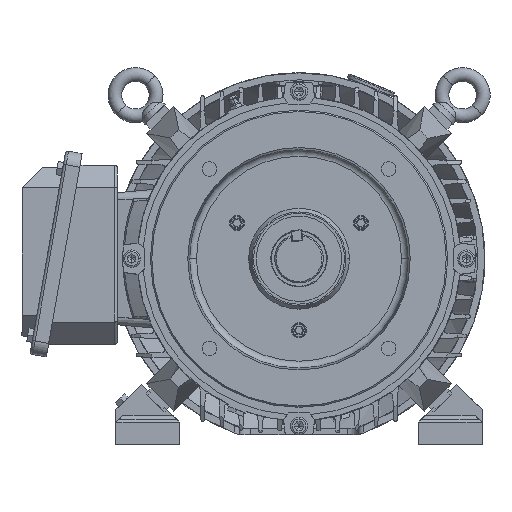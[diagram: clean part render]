
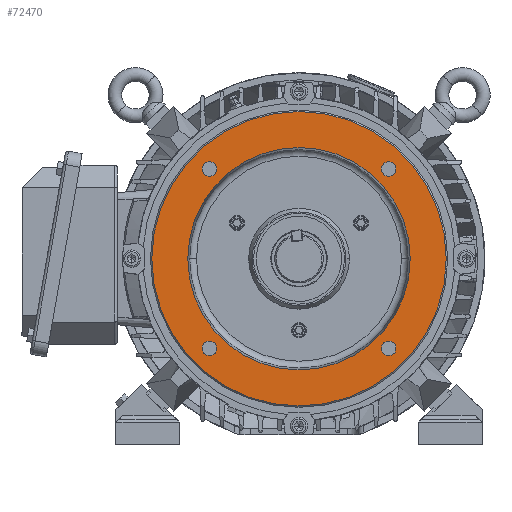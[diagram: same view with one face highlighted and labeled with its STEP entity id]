
A CAD part, left-side view. The second image highlights one B-rep face of the part: STEP entity #72470.
In plain terms, the highlighted face is planar.
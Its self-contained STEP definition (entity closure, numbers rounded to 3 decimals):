
#1456 = CARTESIAN_POINT ( 'NONE',  ( 70.432, 65.107, -2.4 ) ) ;
#1655 = VERTEX_POINT ( 'NONE', #58794 ) ;
#2834 = DIRECTION ( 'NONE',  ( 1., 0., 0. ) ) ;
#3645 = FACE_BOUND ( 'NONE', #47181, .T. ) ;
#5105 = CIRCLE ( 'NONE', #43648, 5.325 ) ;
#5709 = EDGE_CURVE ( 'NONE', #31472, #54961, #9144, .T. ) ;
#6201 = EDGE_CURVE ( 'NONE', #1655, #96331, #51021, .T. ) ;
#6392 = VERTEX_POINT ( 'NONE', #93216 ) ;
#7499 = DIRECTION ( 'NONE',  ( 0., 0., 1. ) ) ;
#8023 = CIRCLE ( 'NONE', #15451, 80.79 ) ;
#8566 = AXIS2_PLACEMENT_3D ( 'NONE', #78351, #33589, #58380 ) ;
#8890 = AXIS2_PLACEMENT_3D ( 'NONE', #30520, #60569, #52388 ) ;
#9144 = CIRCLE ( 'NONE', #24172, 5.325 ) ;
#9410 = CARTESIAN_POINT ( 'NONE',  ( -80.79, 0., -2.4 ) ) ;
#9423 = FACE_OUTER_BOUND ( 'NONE', #46052, .T. ) ;
#9991 = DIRECTION ( 'NONE',  ( 0., 0., 1. ) ) ;
#10564 = ORIENTED_EDGE ( 'NONE', *, *, #64935, .F. ) ;
#11572 = AXIS2_PLACEMENT_3D ( 'NONE', #16753, #46721, #76787 ) ;
#12687 = ORIENTED_EDGE ( 'NONE', *, *, #86304, .T. ) ;
#13428 = CARTESIAN_POINT ( 'NONE',  ( 65.107, -65.107, -2.4 ) ) ;
#15451 = AXIS2_PLACEMENT_3D ( 'NONE', #42216, #41895, #93497 ) ;
#16753 = CARTESIAN_POINT ( 'NONE',  ( 65.107, 65.107, -2.4 ) ) ;
#17135 = DIRECTION ( 'NONE',  ( 0., 0., 1. ) ) ;
#17984 = VERTEX_POINT ( 'NONE', #84130 ) ;
#18558 = CARTESIAN_POINT ( 'NONE',  ( -65.107, 65.107, -2.4 ) ) ;
#18857 = CARTESIAN_POINT ( 'NONE',  ( -65.107, -65.107, -2.4 ) ) ;
#18939 = CIRCLE ( 'NONE', #26637, 5.325 ) ;
#20566 = DIRECTION ( 'NONE',  ( 0., 0., 1. ) ) ;
#23909 = VERTEX_POINT ( 'NONE', #43652 ) ;
#24172 = AXIS2_PLACEMENT_3D ( 'NONE', #24297, #17135, #24617 ) ;
#24297 = CARTESIAN_POINT ( 'NONE',  ( 65.107, 65.107, -2.4 ) ) ;
#24617 = DIRECTION ( 'NONE',  ( 1., 0., 0. ) ) ;
#26385 = VERTEX_POINT ( 'NONE', #9410 ) ;
#26637 = AXIS2_PLACEMENT_3D ( 'NONE', #76246, #9991, #2834 ) ;
#26677 = CIRCLE ( 'NONE', #72967, 5.325 ) ;
#27670 = VERTEX_POINT ( 'NONE', #86249 ) ;
#28084 = FACE_BOUND ( 'NONE', #69720, .T. ) ;
#28198 = DIRECTION ( 'NONE',  ( 1., 0., 0. ) ) ;
#30081 = CIRCLE ( 'NONE', #43839, 106.95 ) ;
#30520 = CARTESIAN_POINT ( 'NONE',  ( 0., 0., -2.4 ) ) ;
#30549 = CARTESIAN_POINT ( 'NONE',  ( 70.432, -65.107, -2.4 ) ) ;
#31472 = VERTEX_POINT ( 'NONE', #48547 ) ;
#33589 = DIRECTION ( 'NONE',  ( 0., 0., 1. ) ) ;
#36067 = CIRCLE ( 'NONE', #11572, 5.325 ) ;
#38230 = EDGE_CURVE ( 'NONE', #67864, #81129, #26677, .T. ) ;
#39580 = ORIENTED_EDGE ( 'NONE', *, *, #66563, .T. ) ;
#39938 = DIRECTION ( 'NONE',  ( 1., 0., 0. ) ) ;
#39973 = EDGE_CURVE ( 'NONE', #96331, #1655, #18939, .T. ) ;
#41645 = CARTESIAN_POINT ( 'NONE',  ( -59.782, 65.107, -2.4 ) ) ;
#41895 = DIRECTION ( 'NONE',  ( 0., 0., -1. ) ) ;
#42216 = CARTESIAN_POINT ( 'NONE',  ( 0., 0., -2.4 ) ) ;
#43524 = CIRCLE ( 'NONE', #86324, 106.95 ) ;
#43648 = AXIS2_PLACEMENT_3D ( 'NONE', #57096, #20566, #50186 ) ;
#43652 = CARTESIAN_POINT ( 'NONE',  ( 106.95, 0., -2.4 ) ) ;
#43839 = AXIS2_PLACEMENT_3D ( 'NONE', #57934, #95082, #28198 ) ;
#45240 = CIRCLE ( 'NONE', #77751, 5.325 ) ;
#46052 = EDGE_LOOP ( 'NONE', ( #46495, #52432 ) ) ;
#46495 = ORIENTED_EDGE ( 'NONE', *, *, #65991, .T. ) ;
#46721 = DIRECTION ( 'NONE',  ( 0., 0., 1. ) ) ;
#47181 = EDGE_LOOP ( 'NONE', ( #54108, #62177 ) ) ;
#48547 = CARTESIAN_POINT ( 'NONE',  ( 59.782, 65.107, -2.4 ) ) ;
#49388 = EDGE_LOOP ( 'NONE', ( #10564, #65352 ) ) ;
#50186 = DIRECTION ( 'NONE',  ( 1., 0., 0. ) ) ;
#51021 = CIRCLE ( 'NONE', #55488, 5.325 ) ;
#51221 = DIRECTION ( 'NONE',  ( 0., 0., 1. ) ) ;
#52388 = DIRECTION ( 'NONE',  ( 1., 0., 0. ) ) ;
#52432 = ORIENTED_EDGE ( 'NONE', *, *, #95613, .T. ) ;
#54108 = ORIENTED_EDGE ( 'NONE', *, *, #6201, .F. ) ;
#54361 = VERTEX_POINT ( 'NONE', #30549 ) ;
#54961 = VERTEX_POINT ( 'NONE', #1456 ) ;
#55459 = AXIS2_PLACEMENT_3D ( 'NONE', #62915, #83849, #69801 ) ;
#55488 = AXIS2_PLACEMENT_3D ( 'NONE', #18857, #71067, #39938 ) ;
#56860 = ORIENTED_EDGE ( 'NONE', *, *, #60255, .F. ) ;
#57096 = CARTESIAN_POINT ( 'NONE',  ( 65.107, -65.107, -2.4 ) ) ;
#57808 = DIRECTION ( 'NONE',  ( 1., 0., 0. ) ) ;
#57934 = CARTESIAN_POINT ( 'NONE',  ( 0., 0., -2.4 ) ) ;
#58380 = DIRECTION ( 'NONE',  ( 1., 0., 0. ) ) ;
#58794 = CARTESIAN_POINT ( 'NONE',  ( -59.782, -65.107, -2.4 ) ) ;
#59739 = DIRECTION ( 'NONE',  ( 1., 0., 0. ) ) ;
#60255 = EDGE_CURVE ( 'NONE', #54961, #31472, #36067, .T. ) ;
#60569 = DIRECTION ( 'NONE',  ( 0., 0., -1. ) ) ;
#62177 = ORIENTED_EDGE ( 'NONE', *, *, #39973, .F. ) ;
#62280 = PLANE ( 'NONE',  #55459 ) ;
#62905 = DIRECTION ( 'NONE',  ( 1., 0., 0. ) ) ;
#62915 = CARTESIAN_POINT ( 'NONE',  ( 0., 39.409, -2.4 ) ) ;
#63143 = FACE_BOUND ( 'NONE', #87103, .T. ) ;
#63925 = CARTESIAN_POINT ( 'NONE',  ( -70.432, -65.107, -2.4 ) ) ;
#64935 = EDGE_CURVE ( 'NONE', #54361, #27670, #5105, .T. ) ;
#65352 = ORIENTED_EDGE ( 'NONE', *, *, #76547, .F. ) ;
#65991 = EDGE_CURVE ( 'NONE', #17984, #23909, #43524, .T. ) ;
#66563 = EDGE_CURVE ( 'NONE', #6392, #26385, #82659, .T. ) ;
#67864 = VERTEX_POINT ( 'NONE', #83906 ) ;
#68979 = FACE_BOUND ( 'NONE', #49388, .T. ) ;
#69720 = EDGE_LOOP ( 'NONE', ( #39580, #12687 ) ) ;
#69801 = DIRECTION ( 'NONE',  ( 1., 0., 0. ) ) ;
#71067 = DIRECTION ( 'NONE',  ( 0., 0., 1. ) ) ;
#72470 = ADVANCED_FACE ( 'NONE', ( #9423, #86473, #68979, #3645, #63143, #28084 ), #62280, .T. ) ;
#72967 = AXIS2_PLACEMENT_3D ( 'NONE', #18558, #93536, #62905 ) ;
#74281 = ORIENTED_EDGE ( 'NONE', *, *, #5709, .F. ) ;
#76246 = CARTESIAN_POINT ( 'NONE',  ( -65.107, -65.107, -2.4 ) ) ;
#76547 = EDGE_CURVE ( 'NONE', #27670, #54361, #45240, .T. ) ;
#76787 = DIRECTION ( 'NONE',  ( 1., 0., 0. ) ) ;
#77751 = AXIS2_PLACEMENT_3D ( 'NONE', #13428, #51221, #57808 ) ;
#78351 = CARTESIAN_POINT ( 'NONE',  ( -65.107, 65.107, -2.4 ) ) ;
#80490 = CIRCLE ( 'NONE', #8566, 5.325 ) ;
#81129 = VERTEX_POINT ( 'NONE', #41645 ) ;
#81610 = CARTESIAN_POINT ( 'NONE',  ( 0., 0., -2.4 ) ) ;
#82659 = CIRCLE ( 'NONE', #8890, 80.79 ) ;
#83544 = ORIENTED_EDGE ( 'NONE', *, *, #85851, .F. ) ;
#83849 = DIRECTION ( 'NONE',  ( 0., 0., 1. ) ) ;
#83906 = CARTESIAN_POINT ( 'NONE',  ( -70.432, 65.107, -2.4 ) ) ;
#84130 = CARTESIAN_POINT ( 'NONE',  ( -106.95, 0., -2.4 ) ) ;
#85851 = EDGE_CURVE ( 'NONE', #81129, #67864, #80490, .T. ) ;
#86249 = CARTESIAN_POINT ( 'NONE',  ( 59.782, -65.107, -2.4 ) ) ;
#86304 = EDGE_CURVE ( 'NONE', #26385, #6392, #8023, .T. ) ;
#86324 = AXIS2_PLACEMENT_3D ( 'NONE', #81610, #7499, #59739 ) ;
#86473 = FACE_BOUND ( 'NONE', #93765, .T. ) ;
#87103 = EDGE_LOOP ( 'NONE', ( #83544, #96707 ) ) ;
#93216 = CARTESIAN_POINT ( 'NONE',  ( 80.79, 0., -2.4 ) ) ;
#93497 = DIRECTION ( 'NONE',  ( 1., 0., 0. ) ) ;
#93536 = DIRECTION ( 'NONE',  ( 0., 0., 1. ) ) ;
#93765 = EDGE_LOOP ( 'NONE', ( #56860, #74281 ) ) ;
#95082 = DIRECTION ( 'NONE',  ( 0., 0., 1. ) ) ;
#95613 = EDGE_CURVE ( 'NONE', #23909, #17984, #30081, .T. ) ;
#96331 = VERTEX_POINT ( 'NONE', #63925 ) ;
#96707 = ORIENTED_EDGE ( 'NONE', *, *, #38230, .F. ) ;
